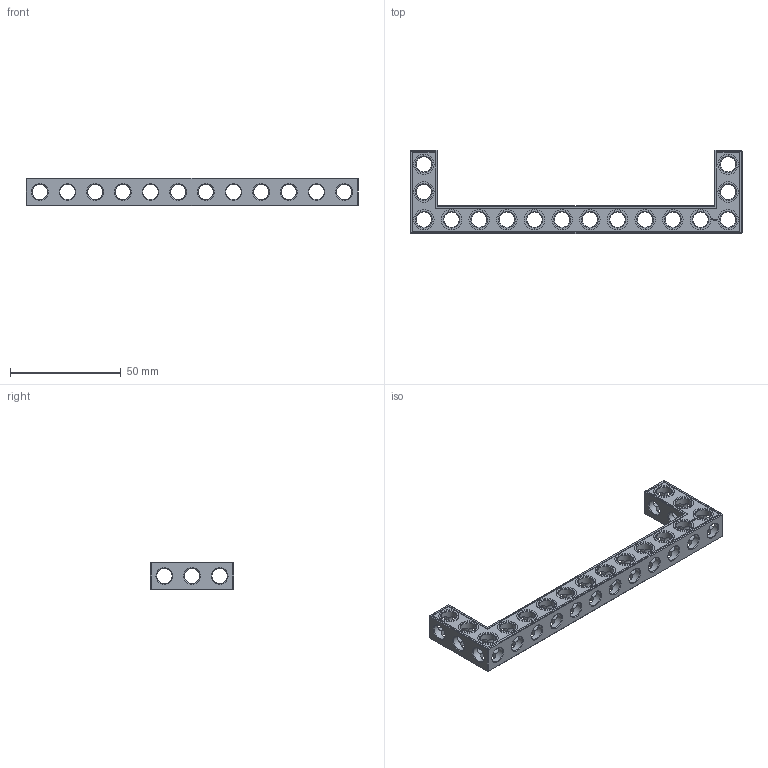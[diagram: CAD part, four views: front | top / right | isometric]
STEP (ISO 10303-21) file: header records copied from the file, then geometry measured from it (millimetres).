
FILE_DESCRIPTION(('FreeCAD Model'),'2;1');
FILE_NAME('Open CASCADE Shape Model','2022-02-26T15:45:09',('Author'),( ''),'Open CASCADE STEP processor 7.5','FreeCAD','Unknown');
FILE_SCHEMA(('AUTOMOTIVE_DESIGN { 1 0 10303 214 1 1 1 1 }'));
Products named in the file (1): Beam AGD ESS USH SYM BU12x03x01 - SPN-BEM-0481 (stemfie.org)
Bounding box: 150 x 37.5 x 12.5 mm (x, y, z)
Volume: 15625.3 mm3; surface area: 14082.3 mm2
Topology: 1 solids, 1 shells, 701 faces, 2047 edges, 1335 vertices
Faces by surface type: plane 400, extrusion 138, cylinder 97, cone 66
Full cylindrical faces by diameter (mm): 6.98 x8, 7 x73, 9.2 x16
Entity records: 74096 total; most frequent: CARTESIAN_POINT 35165, DIRECTION 6441, VECTOR 4425, LINE 4287, ORIENTED_EDGE 4094, PCURVE 4094, DEFINITIONAL_REPRESENTATION 4094, EDGE_CURVE 2047
